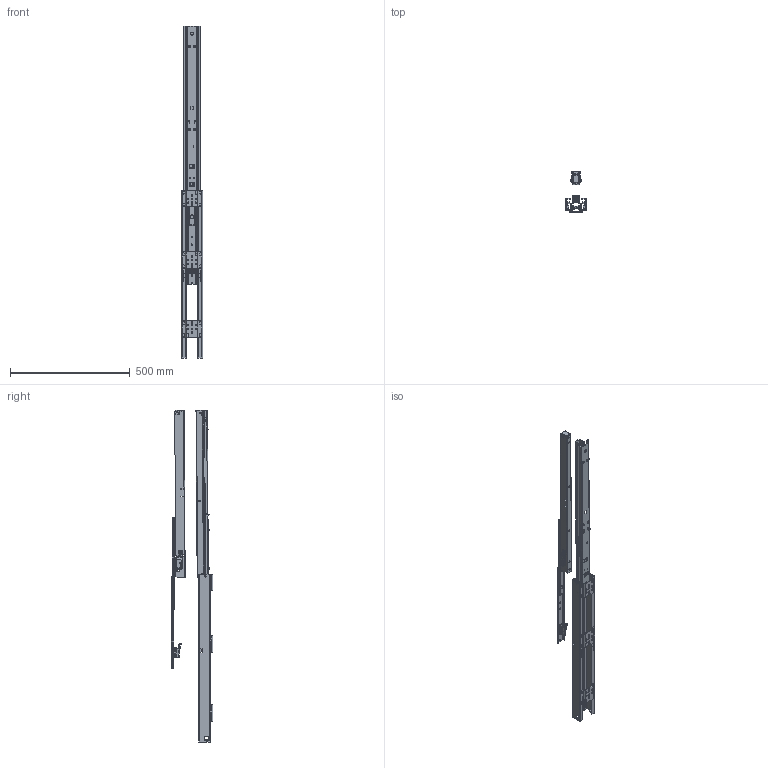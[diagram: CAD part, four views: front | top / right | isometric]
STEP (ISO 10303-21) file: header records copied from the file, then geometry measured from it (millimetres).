
FILE_DESCRIPTION (( 'STEP AP214' ), '1' );
FILE_NAME ('FR_775_A.0700mm_28inch_ECD_open.STEP', '2022-11-16T07:49:12', ( '' ), ( '' ), 'SwSTEP 2.0', 'SolidWorks 2020', '' );
FILE_SCHEMA (( 'AUTOMOTIVE_DESIGN' ));
Length unit declared in the file: millimetre
Products named in the file (22): 719.XXX-01.L406_NL  400 ohne Zentrierlappen; 775.XXX-R1.0000_NL 700; 775A.XXX-07.0000_NL  700 ausgefahren Stellung 1; 01-anschlag.L406_standard; 7075.XXX-01.S172.re_NL 700; 719.XXX-02.L406_NL  400; AG-043; 7075.XXX-01.S172_NL 700; AV-005.li; 775.XXX-04.0000_NL  700; 775.XXX-R3.S244_NL 700; FR_775_A.0700mm_28inch_ECD_open; E31-035_E31-035 vernietet Mat. 2,0mm; 719.XXX-GA.L406_NL  400 ausgefahren; AV-005.re; 450.085-01.173; 775A.XXX-R3.0000_NL 700 ausgefahren; 775.XXX-07.S233_NL  700; AT-048
Assembly tree (24 placements, depth 4):
  FR_775_A.0700mm_28inch_ECD_open
    775.XXX-R1.0000_NL 700
      7075.XXX-01.S172_NL 700
        7075.XXX-01.S172_NL 700
      7075.XXX-01.S172.re_NL 700
        7075.XXX-01.S172.re_NL 700
      450.085-01.173  x3
    775A.XXX-R3.0000_NL 700 ausgefahren
      775.XXX-R3.S244_NL 700
    775.XXX-04.0000_NL  700
      775.XXX-04.0000_NL  700
      E31-035_E31-035 vernietet Mat. 2,0mm  x2
    719.XXX-GA.L406_NL  400 ausgefahren
      719.XXX-01.L406_NL  400 ohne Zentrierlappen
      01-anschlag.L406_standard
      719.XXX-02.L406_NL  400
      AT-048
    775A.XXX-07.0000_NL  700 ausgefahren Stellung 1
      775.XXX-07.S233_NL  700
      AG-043
      AV-005.re
      AV-005.li
Bounding box: 88.5 x 174.6 x 1386.87 mm (x, y, z)
Volume: 827377.3 mm3; surface area: 784430.5 mm2
Topology: 17 solids, 17 shells, 3778 faces, 9528 edges, 5767 vertices
Faces by surface type: plane 1501, cylinder 1412, bspline 476, torus 169, sphere 126, cone 94
Entity records: 123350 total; most frequent: CARTESIAN_POINT 41690, ORIENTED_EDGE 17474, DIRECTION 15880, EDGE_CURVE 8737, AXIS2_PLACEMENT_3D 5523, VERTEX_POINT 5322, VECTOR 4834, LINE 4834
